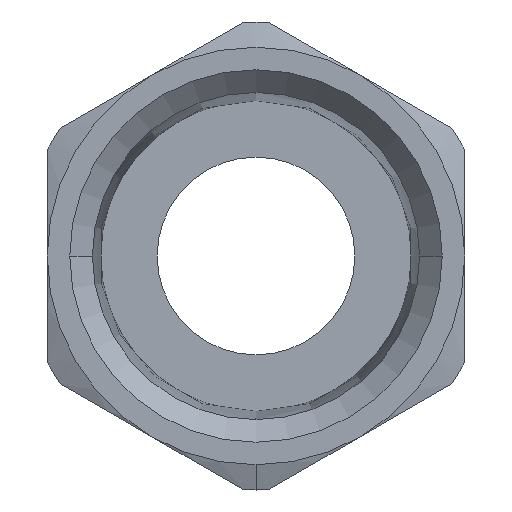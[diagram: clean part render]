
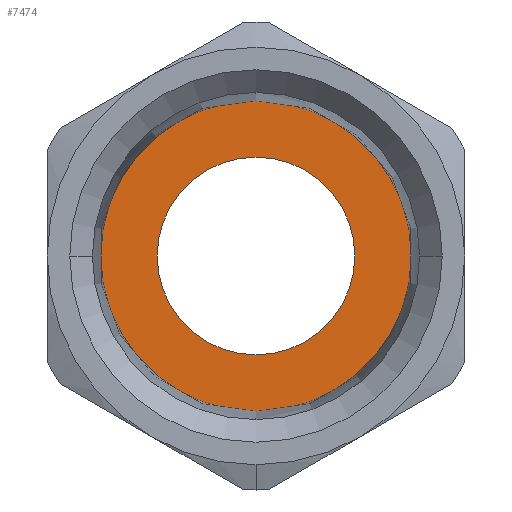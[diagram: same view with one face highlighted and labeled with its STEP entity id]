
A CAD part, left-side view. The second image highlights one B-rep face of the part: STEP entity #7474.
In plain terms, the highlighted face is planar.
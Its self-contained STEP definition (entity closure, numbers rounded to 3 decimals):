
#150 = EDGE_CURVE ( 'NONE', #15418, #1616, #7975, .T. ) ;
#269 = EDGE_LOOP ( 'NONE', ( #13727, #7503 ) ) ;
#1007 = CARTESIAN_POINT ( 'NONE',  ( 0., 0., -3.6 ) ) ;
#1114 = FACE_OUTER_BOUND ( 'NONE', #269, .T. ) ;
#1221 = EDGE_CURVE ( 'NONE', #11329, #6586, #3834, .T. ) ;
#1376 = DIRECTION ( 'NONE',  ( -1., 0., 0. ) ) ;
#1616 = VERTEX_POINT ( 'NONE', #3350 ) ;
#2201 = DIRECTION ( 'NONE',  ( 0., 0., 1. ) ) ;
#2305 = AXIS2_PLACEMENT_3D ( 'NONE', #1007, #2201, #10571 ) ;
#2572 = EDGE_CURVE ( 'NONE', #1616, #15418, #14048, .T. ) ;
#3350 = CARTESIAN_POINT ( 'NONE',  ( -4.5, 0., -3.6 ) ) ;
#3834 = CIRCLE ( 'NONE', #15432, 7.069 ) ;
#3987 = DIRECTION ( 'NONE',  ( 0., 0., 1. ) ) ;
#4881 = EDGE_CURVE ( 'NONE', #6586, #11329, #10141, .T. ) ;
#5010 = AXIS2_PLACEMENT_3D ( 'NONE', #11140, #3987, #12242 ) ;
#5526 = ORIENTED_EDGE ( 'NONE', *, *, #150, .T. ) ;
#5649 = CARTESIAN_POINT ( 'NONE',  ( 0., 0., -3.6 ) ) ;
#5721 = AXIS2_PLACEMENT_3D ( 'NONE', #8958, #13752, #14963 ) ;
#5801 = ORIENTED_EDGE ( 'NONE', *, *, #2572, .T. ) ;
#6133 = FACE_BOUND ( 'NONE', #12987, .T. ) ;
#6586 = VERTEX_POINT ( 'NONE', #8585 ) ;
#7474 = ADVANCED_FACE ( 'NONE', ( #6133, #1114 ), #8528, .F. ) ;
#7503 = ORIENTED_EDGE ( 'NONE', *, *, #1221, .F. ) ;
#7647 = AXIS2_PLACEMENT_3D ( 'NONE', #5649, #15168, #11608 ) ;
#7975 = CIRCLE ( 'NONE', #5721, 4.5 ) ;
#8502 = CARTESIAN_POINT ( 'NONE',  ( 0., 0., -3.6 ) ) ;
#8528 = PLANE ( 'NONE',  #5010 ) ;
#8585 = CARTESIAN_POINT ( 'NONE',  ( -7.069, 0., -3.6 ) ) ;
#8958 = CARTESIAN_POINT ( 'NONE',  ( 0., 0., -3.6 ) ) ;
#10141 = CIRCLE ( 'NONE', #2305, 7.069 ) ;
#10571 = DIRECTION ( 'NONE',  ( -1., 0., 0. ) ) ;
#11140 = CARTESIAN_POINT ( 'NONE',  ( -3.535, 0., -3.6 ) ) ;
#11329 = VERTEX_POINT ( 'NONE', #14935 ) ;
#11608 = DIRECTION ( 'NONE',  ( -1., 0., 0. ) ) ;
#12242 = DIRECTION ( 'NONE',  ( 1., 0., 0. ) ) ;
#12987 = EDGE_LOOP ( 'NONE', ( #5801, #5526 ) ) ;
#13266 = DIRECTION ( 'NONE',  ( 0., 0., 1. ) ) ;
#13727 = ORIENTED_EDGE ( 'NONE', *, *, #4881, .F. ) ;
#13752 = DIRECTION ( 'NONE',  ( 0., 0., 1. ) ) ;
#14048 = CIRCLE ( 'NONE', #7647, 4.5 ) ;
#14935 = CARTESIAN_POINT ( 'NONE',  ( 7.069, 0., -3.6 ) ) ;
#14963 = DIRECTION ( 'NONE',  ( -1., 0., 0. ) ) ;
#15168 = DIRECTION ( 'NONE',  ( 0., 0., 1. ) ) ;
#15378 = CARTESIAN_POINT ( 'NONE',  ( 4.5, 0., -3.6 ) ) ;
#15418 = VERTEX_POINT ( 'NONE', #15378 ) ;
#15432 = AXIS2_PLACEMENT_3D ( 'NONE', #8502, #13266, #1376 ) ;
